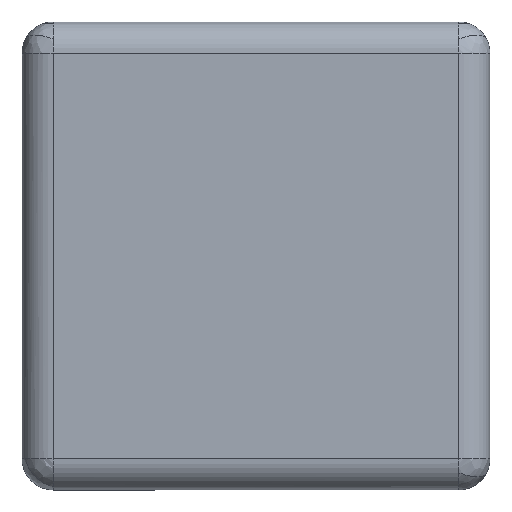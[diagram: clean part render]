
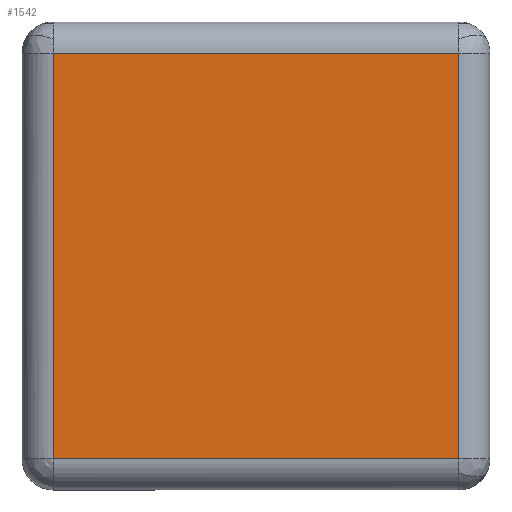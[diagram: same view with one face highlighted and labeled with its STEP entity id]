
A CAD part, top view. The second image highlights one B-rep face of the part: STEP entity #1542.
In plain terms, the highlighted planar face has unit normal (0, 0, 1).
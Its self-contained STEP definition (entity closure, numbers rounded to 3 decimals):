
#81 = VECTOR ( 'NONE', #773, 1000. ) ;
#87 = VERTEX_POINT ( 'NONE', #1239 ) ;
#123 = CARTESIAN_POINT ( 'NONE',  ( -13., -13., 4. ) ) ;
#150 = LINE ( 'NONE', #857, #1311 ) ;
#253 = CARTESIAN_POINT ( 'NONE',  ( 13., 13., 4. ) ) ;
#401 = EDGE_CURVE ( 'NONE', #1826, #87, #1996, .T. ) ;
#427 = FACE_OUTER_BOUND ( 'NONE', #1418, .T. ) ;
#494 = CARTESIAN_POINT ( 'NONE',  ( -13., 13., 4. ) ) ;
#500 = DIRECTION ( 'NONE',  ( -1., 0., 0. ) ) ;
#515 = LINE ( 'NONE', #576, #1837 ) ;
#521 = ORIENTED_EDGE ( 'NONE', *, *, #401, .F. ) ;
#560 = VERTEX_POINT ( 'NONE', #123 ) ;
#576 = CARTESIAN_POINT ( 'NONE',  ( 15., -13., 4. ) ) ;
#581 = EDGE_CURVE ( 'NONE', #560, #1982, #150, .T. ) ;
#706 = PLANE ( 'NONE',  #2063 ) ;
#773 = DIRECTION ( 'NONE',  ( 0., -1., 0. ) ) ;
#801 = EDGE_CURVE ( 'NONE', #87, #560, #515, .T. ) ;
#830 = DIRECTION ( 'NONE',  ( 0., 1., 0. ) ) ;
#850 = LINE ( 'NONE', #893, #991 ) ;
#857 = CARTESIAN_POINT ( 'NONE',  ( -13., 15., 4. ) ) ;
#893 = CARTESIAN_POINT ( 'NONE',  ( 15., 13., 4. ) ) ;
#919 = DIRECTION ( 'NONE',  ( 1., 0., 0. ) ) ;
#991 = VECTOR ( 'NONE', #919, 1000. ) ;
#1092 = DIRECTION ( 'NONE',  ( -1., 0., 0. ) ) ;
#1239 = CARTESIAN_POINT ( 'NONE',  ( 13., -13., 4. ) ) ;
#1311 = VECTOR ( 'NONE', #830, 1000. ) ;
#1386 = DIRECTION ( 'NONE',  ( 0., 0., -1. ) ) ;
#1410 = ORIENTED_EDGE ( 'NONE', *, *, #2137, .F. ) ;
#1418 = EDGE_LOOP ( 'NONE', ( #2148, #1949, #521, #1410 ) ) ;
#1542 = ADVANCED_FACE ( 'NONE', ( #427 ), #706, .F. ) ;
#1764 = CARTESIAN_POINT ( 'NONE',  ( 13., 15., 4. ) ) ;
#1826 = VERTEX_POINT ( 'NONE', #253 ) ;
#1837 = VECTOR ( 'NONE', #1092, 1000. ) ;
#1949 = ORIENTED_EDGE ( 'NONE', *, *, #801, .F. ) ;
#1982 = VERTEX_POINT ( 'NONE', #494 ) ;
#1996 = LINE ( 'NONE', #1764, #81 ) ;
#2063 = AXIS2_PLACEMENT_3D ( 'NONE', #2077, #1386, #500 ) ;
#2077 = CARTESIAN_POINT ( 'NONE',  ( 15., 15., 4. ) ) ;
#2137 = EDGE_CURVE ( 'NONE', #1982, #1826, #850, .T. ) ;
#2148 = ORIENTED_EDGE ( 'NONE', *, *, #581, .F. ) ;
